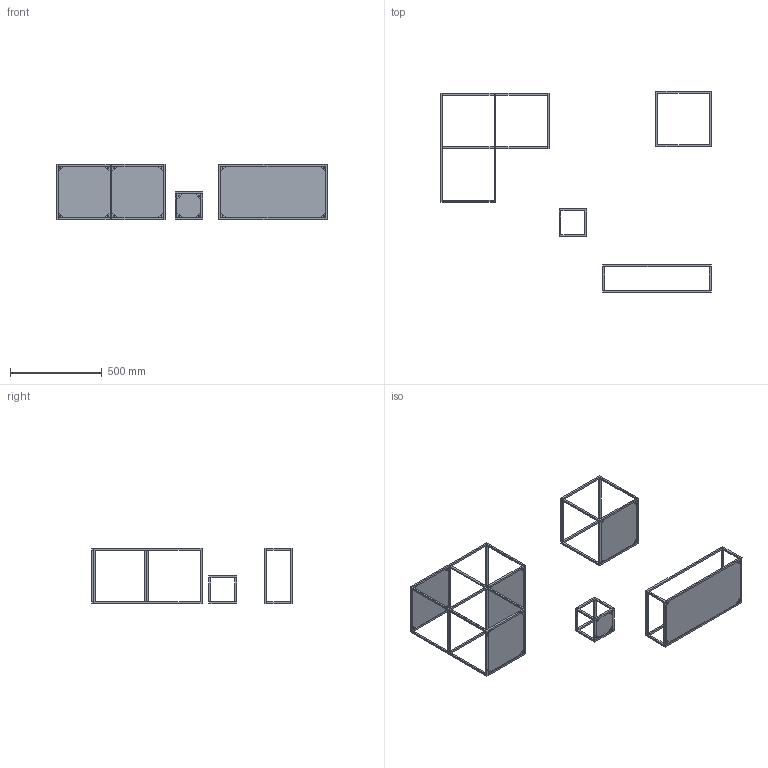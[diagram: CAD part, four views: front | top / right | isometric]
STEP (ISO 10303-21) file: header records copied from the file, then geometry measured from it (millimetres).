
FILE_DESCRIPTION (( 'STEP AP214' ), '1' );
FILE_NAME ('cubes assembly.STEP', '2017-09-19T09:15:24', ( '' ), ( '' ), 'SwSTEP 2.0', 'SolidWorks 2016', '' );
FILE_SCHEMA (( 'AUTOMOTIVE_DESIGN' ));
Length unit declared in the file: millimetre
Products named in the file (14): wood 280x580; square rod 10x10mm 150mm; threecubes; cubes assembly; 150x150 cube; square rod 10x10mm 300mm; strip 20x2mm 43; square rod 10x10mm 280mm; square rod 10x10mm 590mm; square rod 10x10mm 130mm; 300x300 cube; 600x300x150; wood 280x280; wood 130x130
Assembly tree (94 placements, depth 3):
  cubes assembly
    150x150 cube
      square rod 10x10mm 150mm  x8
      square rod 10x10mm 130mm  x4
      strip 20x2mm 43  x4
      wood 130x130
    300x300 cube
      square rod 10x10mm 300mm  x8
      square rod 10x10mm 280mm  x4
      strip 20x2mm 43  x4
      wood 280x280
    600x300x150
      square rod 10x10mm 590mm  x4
      square rod 10x10mm 300mm  x4
      square rod 10x10mm 130mm  x4
      strip 20x2mm 43  x4
      wood 280x580
    threecubes
      square rod 10x10mm 590mm  x4
      square rod 10x10mm 300mm  x8
      square rod 10x10mm 280mm  x12
      strip 20x2mm 43  x12
      wood 280x280  x3
Bounding box: 1471.54 x 1093.01 x 300 mm (x, y, z)
Volume: 4179086.9 mm3; surface area: 1738091.4 mm2
Topology: 90 solids, 90 shells, 588 faces, 1224 edges, 816 vertices
Faces by surface type: plane 540, cylinder 48
Entity records: 2616 total; most frequent: DIRECTION 432, CARTESIAN_POINT 347, ORIENTED_EDGE 228, AXIS2_PLACEMENT_3D 161, EDGE_CURVE 114, VECTOR 110, LINE 110, PRODUCT_DEFINITION_SHAPE 108
